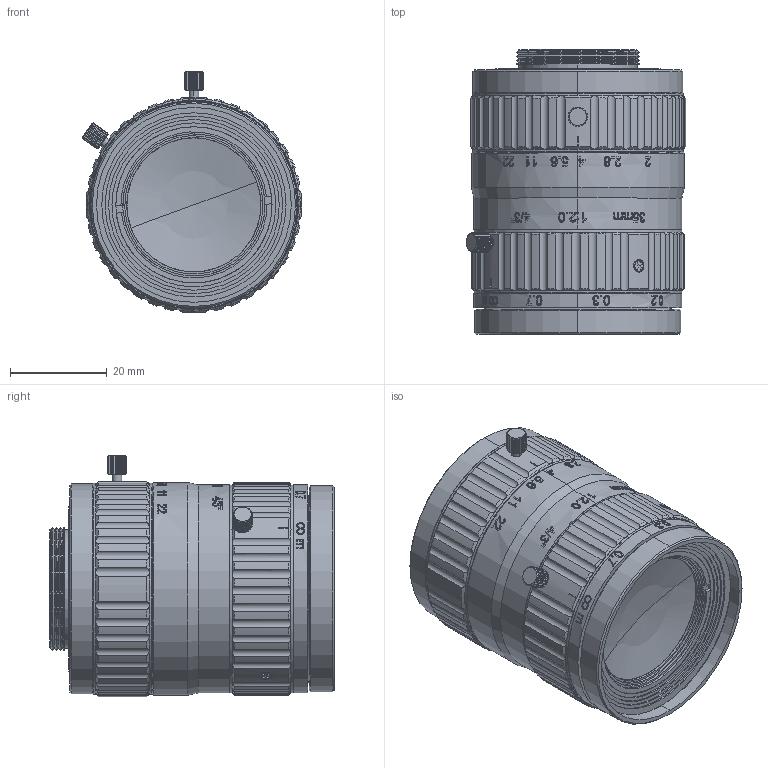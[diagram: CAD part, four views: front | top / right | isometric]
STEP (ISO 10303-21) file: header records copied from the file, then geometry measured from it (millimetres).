
FILE_DESCRIPTION((''),'2;1');
FILE_NAME('6692_ASM_ASM','2016-03-04T',('H019940'),(''),'PRO/ENGINEER BY PARAMETRIC TECHNOLOGY CORPORATION, 2011310','PRO/ENGINEER BY PARAMETRIC TECHNOLOGY CORPORATION, 2011310','');
FILE_SCHEMA(('AUTOMOTIVE_DESIGN { 1 0 10303 214 1 1 1 1 }'));
Length unit declared in the file: millimetre
Products named in the file (1): 6692_ASM_ASM
Bounding box: 45.35 x 58.88 x 49.88 mm (x, y, z)
Volume: 52008.7 mm3; surface area: 47260.1 mm2
Topology: 1 solids, 35 shells, 2509 faces, 6508 edges, 4211 vertices
Faces by surface type: plane 870, cylinder 831, bspline 350, cone 336, extrusion 93, torus 21, sphere 8
Entity records: 119993 total; most frequent: CARTESIAN_POINT 42730, ORIENTED_EDGE 12988, DIRECTION 11389, EDGE_CURVE 6494, AXIS2_PLACEMENT_3D 4366, VERTEX_POINT 4211, EDGE_LOOP 2761, VECTOR 2657
